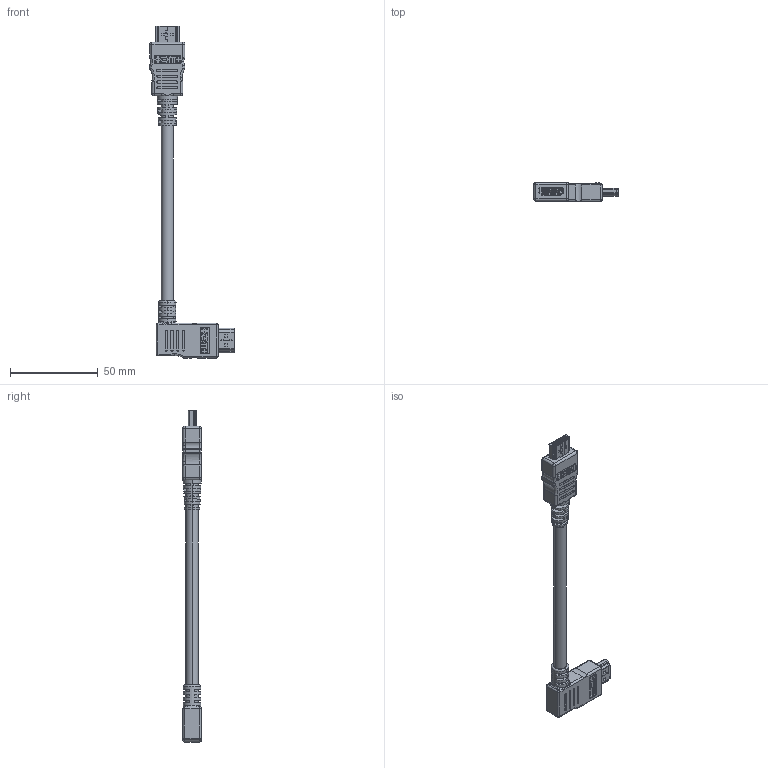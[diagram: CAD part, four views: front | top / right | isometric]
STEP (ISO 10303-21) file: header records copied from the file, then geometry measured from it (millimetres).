
FILE_DESCRIPTION (( 'STEP AP214' ), '1' );
FILE_NAME ('HDRA.STEP', '2013-04-16T19:47:22', ( 'x' ), ( '' ), 'SwSTEP 2.0', 'SolidWorks 2012', '' );
FILE_SCHEMA (( 'AUTOMOTIVE_DESIGN' ));
Length unit declared in the file: inch
Products named in the file (12): MTN-547; MTN-548; 1AH05-002; MTN-547_with Global Connectivity logo; MTN-518___; 1AH05-007(HDMI TYPE A MALE)___; HDMI TYPE A MALE  BACK SHELL___; HDMI TYPE A MALE HOUSING___; HDMI TYPE A MALE SHELL___; MTN-518_with Global Connectivity logo; 3AB14-022-MA2; HDRA
Assembly tree (11 placements, depth 4):
  HDRA
    3AB14-022-MA2
    MTN-518___
      MTN-518_with Global Connectivity logo
      1AH05-007(HDMI TYPE A MALE)___
        HDMI TYPE A MALE SHELL___
        HDMI TYPE A MALE HOUSING___
        HDMI TYPE A MALE  BACK SHELL___
    MTN-547
      MTN-547_with Global Connectivity logo
      1AH05-002
      MTN-548
Bounding box: 48.05 x 10.88 x 189.19 mm (x, y, z)
Volume: 24247.2 mm3; surface area: 16441.9 mm2
Topology: 27 solids, 27 shells, 3318 faces, 8811 edges, 5768 vertices
Faces by surface type: plane 2617, cylinder 481, bspline 154, torus 36, sphere 28, cone 2
Entity records: 117915 total; most frequent: CARTESIAN_POINT 25183, ORIENTED_EDGE 17538, DIRECTION 15759, EDGE_CURVE 8769, LINE 7327, VECTOR 7327, VERTEX_POINT 5768, AXIS2_PLACEMENT_3D 4216
